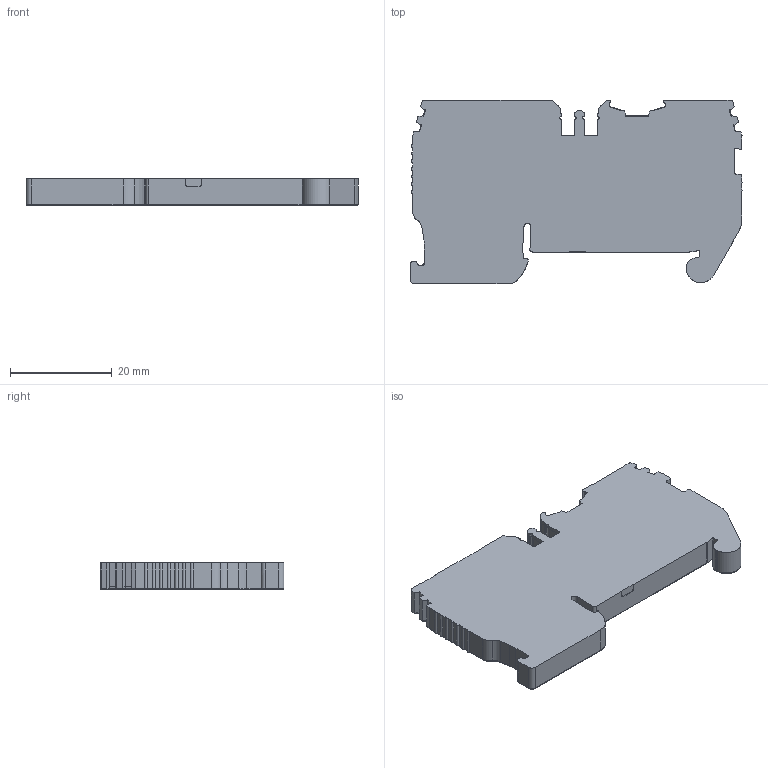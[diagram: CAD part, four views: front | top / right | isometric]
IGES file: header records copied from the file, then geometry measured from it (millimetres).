
Start section: SolidWorks IGES file using analytic representation for surfaces
Global section: file name: 310139_CTP 2.5E_GR.IGS; native system: SolidWorks 2016; preprocessor: SolidWorks 2016; author: gurcang; date: 160728.123136; units: millimetre
Bounding box: 65.12 x 36.07 x 5.15 mm (x, y, z)
Surface area: 5295.8 mm2 (no closed solid volume)
Topology: 0 solids, 0 shells, 501 faces, 4220 edges, 4212 vertices
Faces by surface type: bspline 302, revolution 199
